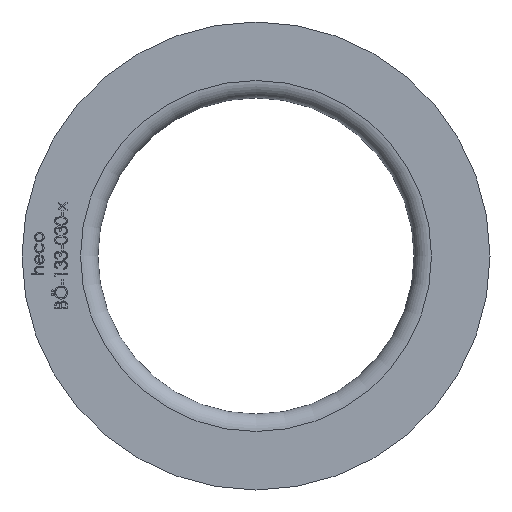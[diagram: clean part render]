
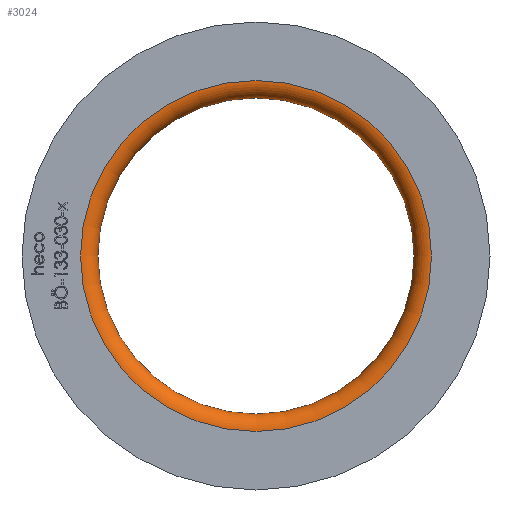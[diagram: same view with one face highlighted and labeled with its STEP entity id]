
A CAD part, left-side view. The second image highlights one B-rep face of the part: STEP entity #3024.
In plain terms, the highlighted toroidal (fillet/blend) face has major radius 70.5 mm and minor radius 7 mm.
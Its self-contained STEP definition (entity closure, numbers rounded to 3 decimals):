
#545 = CARTESIAN_POINT ( 'NONE',  ( 0., 0., 70.5 ) ) ;
#1490 = CIRCLE ( 'NONE', #14181, 70.5 ) ;
#1828 = AXIS2_PLACEMENT_3D ( 'NONE', #3421, #14800, #3667 ) ;
#3024 = ADVANCED_FACE ( 'NONE', ( #8713, #14813 ), #10620, .T. ) ;
#3083 = CIRCLE ( 'NONE', #1828, 63.5 ) ;
#3099 = VERTEX_POINT ( 'NONE', #545 ) ;
#3115 = EDGE_LOOP ( 'NONE', ( #7151 ) ) ;
#3421 = CARTESIAN_POINT ( 'NONE',  ( 7., 0., 0. ) ) ;
#3606 = AXIS2_PLACEMENT_3D ( 'NONE', #11070, #13516, #14730 ) ;
#3628 = EDGE_LOOP ( 'NONE', ( #6646 ) ) ;
#3667 = DIRECTION ( 'NONE',  ( 0., 0., 1. ) ) ;
#6620 = VERTEX_POINT ( 'NONE', #11562 ) ;
#6646 = ORIENTED_EDGE ( 'NONE', *, *, #8984, .F. ) ;
#7151 = ORIENTED_EDGE ( 'NONE', *, *, #14295, .T. ) ;
#8713 = FACE_OUTER_BOUND ( 'NONE', #3628, .T. ) ;
#8984 = EDGE_CURVE ( 'NONE', #6620, #6620, #3083, .T. ) ;
#9065 = DIRECTION ( 'NONE',  ( 0., 0., 1. ) ) ;
#9225 = CARTESIAN_POINT ( 'NONE',  ( 0., 0., 0. ) ) ;
#10515 = DIRECTION ( 'NONE',  ( -1., 0., 0. ) ) ;
#10620 = TOROIDAL_SURFACE ( 'NONE', #3606, 70.5, 7. ) ;
#11070 = CARTESIAN_POINT ( 'NONE',  ( 7., 0., 0. ) ) ;
#11562 = CARTESIAN_POINT ( 'NONE',  ( 7., 0., 63.5 ) ) ;
#13516 = DIRECTION ( 'NONE',  ( -1., 0., 0. ) ) ;
#14181 = AXIS2_PLACEMENT_3D ( 'NONE', #9225, #10515, #9065 ) ;
#14295 = EDGE_CURVE ( 'NONE', #3099, #3099, #1490, .T. ) ;
#14730 = DIRECTION ( 'NONE',  ( 0., 0., 1. ) ) ;
#14800 = DIRECTION ( 'NONE',  ( -1., 0., 0. ) ) ;
#14813 = FACE_OUTER_BOUND ( 'NONE', #3115, .T. ) ;
